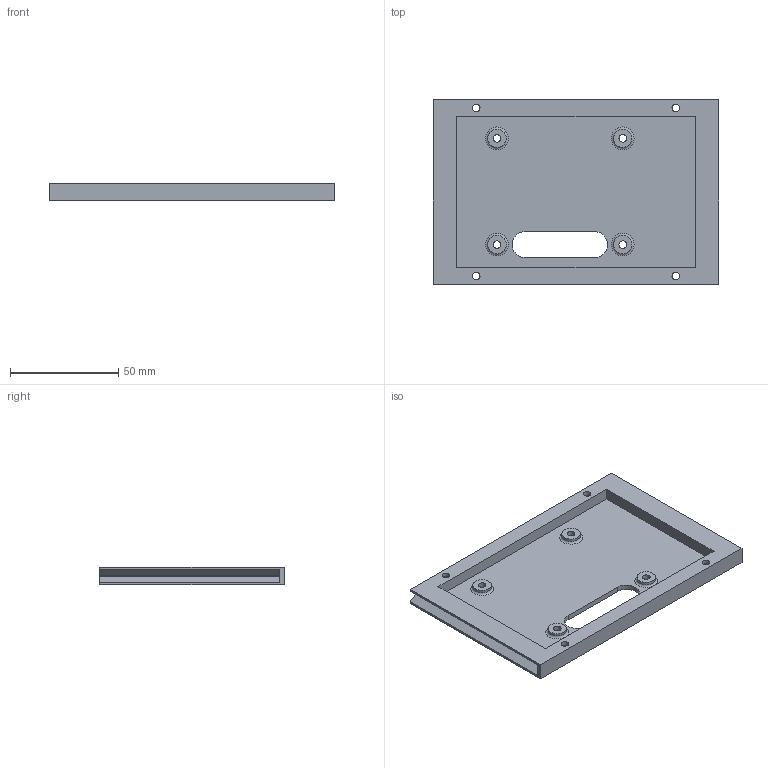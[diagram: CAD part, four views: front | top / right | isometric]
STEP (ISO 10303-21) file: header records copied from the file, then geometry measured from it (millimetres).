
FILE_DESCRIPTION(/* description */ (''),/* implementation_level */ '2;1');
FILE_NAME(/* name */ 'Display_Bottom.step',/* time_stamp */ '2022-10-26T12:07:46-05:00',/* author */ (''),/* organization */ (''),/* preprocessor_version */ 'ST-DEVELOPER v19',/* originating_system */ 'Autodesk Translation Framework v11.7.0.108',/* authorisation */ '');
FILE_SCHEMA (('AUTOMOTIVE_DESIGN { 1 0 10303 214 3 1 1 }'));
Length unit declared in the file: millimetre
Products named in the file (1): Display_Bottom
Bounding box: 131.5 x 85 x 8 mm (x, y, z)
Volume: 43003.1 mm3; surface area: 28731.1 mm2
Topology: 1 solids, 1 shells, 67 faces, 152 edges, 100 vertices
Faces by surface type: plane 31, cylinder 24, torus 12
Full cylindrical faces by diameter (mm): 3.5 x8, 5.5 x8, 8.5 x4
Entity records: 1983 total; most frequent: DIRECTION 368, CARTESIAN_POINT 320, ORIENTED_EDGE 304, EDGE_CURVE 152, AXIS2_PLACEMENT_3D 148, VERTEX_POINT 100, EDGE_LOOP 98, CIRCLE 80
